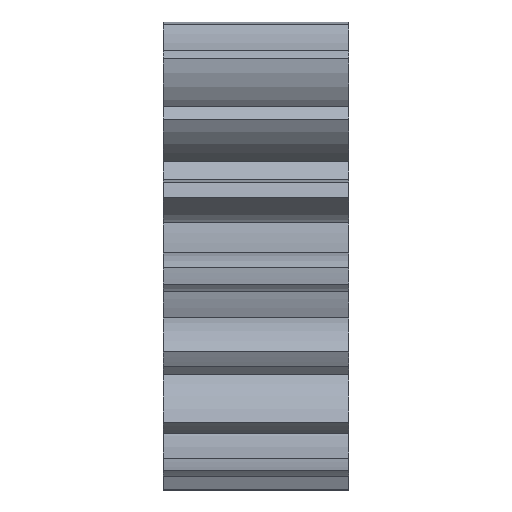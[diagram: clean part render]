
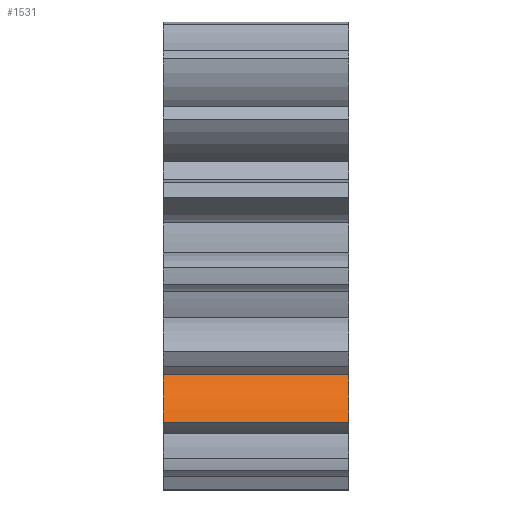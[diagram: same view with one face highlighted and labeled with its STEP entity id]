
A CAD part, top view. The second image highlights one B-rep face of the part: STEP entity #1531.
In plain terms, the highlighted cylindrical face has radius 4.318 mm (diameter 8.636 mm), a partial arc.
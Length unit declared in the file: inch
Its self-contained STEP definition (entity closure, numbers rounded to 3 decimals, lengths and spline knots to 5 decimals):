
#7 = EDGE_CURVE ( 'NONE', #2645, #58, #993, .T. ) ;
#26 = ORIENTED_EDGE ( 'NONE', *, *, #691, .T. ) ;
#27 = EDGE_CURVE ( 'NONE', #238, #2254, #935, .T. ) ;
#58 = VERTEX_POINT ( 'NONE', #405 ) ;
#162 = ORIENTED_EDGE ( 'NONE', *, *, #27, .T. ) ;
#238 = VERTEX_POINT ( 'NONE', #1788 ) ;
#270 = EDGE_LOOP ( 'NONE', ( #575, #1431, #26, #162 ) ) ;
#324 = CARTESIAN_POINT ( 'NONE',  ( -1.52023, -0.0649, 1.14535 ) ) ;
#405 = CARTESIAN_POINT ( 'NONE',  ( -1.52023, 0.03256, 1.08369 ) ) ;
#492 = CARTESIAN_POINT ( 'NONE',  ( -1.89523, -0.0649, 1.14535 ) ) ;
#575 = ORIENTED_EDGE ( 'NONE', *, *, #1850, .T. ) ;
#691 = EDGE_CURVE ( 'NONE', #58, #238, #2436, .T. ) ;
#813 = LINE ( 'NONE', #1792, #934 ) ;
#934 = VECTOR ( 'NONE', #1798, 39.37008 ) ;
#935 = CIRCLE ( 'NONE', #1768, 0.17 ) ;
#993 = CIRCLE ( 'NONE', #1813, 0.17 ) ;
#1352 = AXIS2_PLACEMENT_3D ( 'NONE', #1977, #1994, #1972 ) ;
#1431 = ORIENTED_EDGE ( 'NONE', *, *, #7, .T. ) ;
#1531 = ADVANCED_FACE ( 'NONE', ( #2248 ), #2678, .T. ) ;
#1757 = CARTESIAN_POINT ( 'NONE',  ( -1.89523, -0.10166, 0.97937 ) ) ;
#1768 = AXIS2_PLACEMENT_3D ( 'NONE', #1757, #2162, #2486 ) ;
#1788 = CARTESIAN_POINT ( 'NONE',  ( -1.89523, 0.03256, 1.08369 ) ) ;
#1792 = CARTESIAN_POINT ( 'NONE',  ( -1.70773, -0.0649, 1.14535 ) ) ;
#1798 = DIRECTION ( 'NONE',  ( 1., 0., 0. ) ) ;
#1810 = DIRECTION ( 'NONE',  ( -1., 0., 0. ) ) ;
#1813 = AXIS2_PLACEMENT_3D ( 'NONE', #2195, #1810, #1968 ) ;
#1850 = EDGE_CURVE ( 'NONE', #2254, #2645, #813, .T. ) ;
#1968 = DIRECTION ( 'NONE',  ( 0., 0.798, 0.603 ) ) ;
#1972 = DIRECTION ( 'NONE',  ( 0., 0., 1. ) ) ;
#1977 = CARTESIAN_POINT ( 'NONE',  ( -1.52023, -0.10166, 0.97937 ) ) ;
#1994 = DIRECTION ( 'NONE',  ( -1., 0., 0. ) ) ;
#2162 = DIRECTION ( 'NONE',  ( 1., 0., 0. ) ) ;
#2195 = CARTESIAN_POINT ( 'NONE',  ( -1.52023, -0.10166, 0.97937 ) ) ;
#2248 = FACE_OUTER_BOUND ( 'NONE', #270, .T. ) ;
#2254 = VERTEX_POINT ( 'NONE', #492 ) ;
#2436 = LINE ( 'NONE', #2546, #2438 ) ;
#2438 = VECTOR ( 'NONE', #2542, 39.37008 ) ;
#2486 = DIRECTION ( 'NONE',  ( 0., 0., -1. ) ) ;
#2542 = DIRECTION ( 'NONE',  ( -1., 0., 0. ) ) ;
#2546 = CARTESIAN_POINT ( 'NONE',  ( -1.52023, 0.03256, 1.08369 ) ) ;
#2645 = VERTEX_POINT ( 'NONE', #324 ) ;
#2678 = CYLINDRICAL_SURFACE ( 'NONE', #1352, 0.17 ) ;
